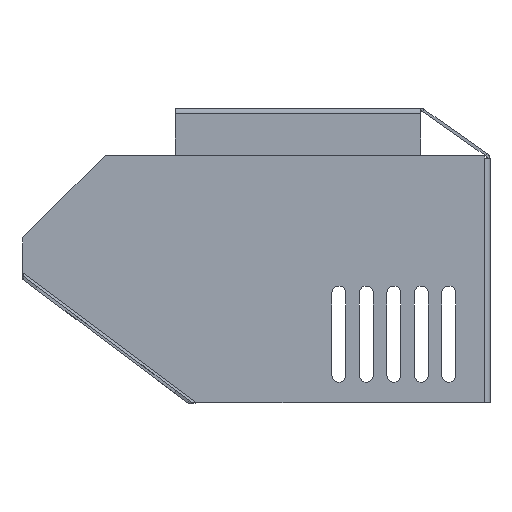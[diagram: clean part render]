
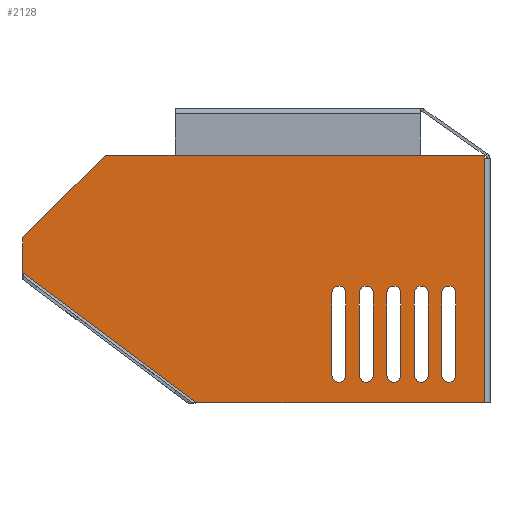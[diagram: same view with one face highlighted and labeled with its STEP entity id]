
A CAD part, left-side view. The second image highlights one B-rep face of the part: STEP entity #2128.
In plain terms, the highlighted planar face has unit normal (-1, 0, 0).
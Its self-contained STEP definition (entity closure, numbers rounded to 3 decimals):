
#42=FACE_BOUND('',#366,.T.);
#43=FACE_BOUND('',#367,.T.);
#44=FACE_BOUND('',#368,.T.);
#45=FACE_BOUND('',#369,.T.);
#46=FACE_BOUND('',#370,.T.);
#112=PLANE('',#2312);
#228=FACE_OUTER_BOUND('',#365,.T.);
#365=EDGE_LOOP('',(#1876,#1877,#1878,#1879,#1880,#1881,#1882));
#366=EDGE_LOOP('',(#1883,#1884,#1885,#1886));
#367=EDGE_LOOP('',(#1887,#1888,#1889,#1890));
#368=EDGE_LOOP('',(#1891,#1892,#1893,#1894));
#369=EDGE_LOOP('',(#1895,#1896,#1897,#1898));
#370=EDGE_LOOP('',(#1899,#1900,#1901,#1902));
#408=CIRCLE('',#2212,2.5);
#412=CIRCLE('',#2220,2.5);
#416=CIRCLE('',#2228,2.5);
#420=CIRCLE('',#2236,2.5);
#424=CIRCLE('',#2244,2.5);
#428=CIRCLE('',#2252,2.5);
#432=CIRCLE('',#2260,2.5);
#436=CIRCLE('',#2268,2.5);
#440=CIRCLE('',#2276,2.5);
#444=CIRCLE('',#2284,2.5);
#512=LINE('',#3081,#740);
#520=LINE('',#3108,#748);
#528=LINE('',#3129,#756);
#536=LINE('',#3156,#764);
#544=LINE('',#3177,#772);
#552=LINE('',#3204,#780);
#560=LINE('',#3225,#788);
#568=LINE('',#3252,#796);
#576=LINE('',#3273,#804);
#584=LINE('',#3300,#812);
#588=LINE('',#3312,#816);
#593=LINE('',#3321,#821);
#639=LINE('',#3425,#867);
#655=LINE('',#3586,#883);
#661=LINE('',#3599,#889);
#662=LINE('',#3601,#890);
#663=LINE('',#3602,#891);
#740=VECTOR('',#2488,10.);
#748=VECTOR('',#2518,10.);
#756=VECTOR('',#2536,10.);
#764=VECTOR('',#2566,10.);
#772=VECTOR('',#2584,10.);
#780=VECTOR('',#2614,10.);
#788=VECTOR('',#2632,10.);
#796=VECTOR('',#2662,10.);
#804=VECTOR('',#2680,10.);
#812=VECTOR('',#2710,10.);
#816=VECTOR('',#2722,10.);
#821=VECTOR('',#2729,10.);
#867=VECTOR('',#2801,10.);
#883=VECTOR('',#2837,1.44);
#889=VECTOR('',#2849,10.);
#890=VECTOR('',#2850,10.);
#891=VECTOR('',#2851,1.44);
#953=VERTEX_POINT('',#3078);
#954=VERTEX_POINT('',#3080);
#958=VERTEX_POINT('',#3092);
#962=VERTEX_POINT('',#3107);
#969=VERTEX_POINT('',#3126);
#970=VERTEX_POINT('',#3128);
#974=VERTEX_POINT('',#3140);
#978=VERTEX_POINT('',#3155);
#985=VERTEX_POINT('',#3174);
#986=VERTEX_POINT('',#3176);
#990=VERTEX_POINT('',#3188);
#994=VERTEX_POINT('',#3203);
#1001=VERTEX_POINT('',#3222);
#1002=VERTEX_POINT('',#3224);
#1006=VERTEX_POINT('',#3236);
#1010=VERTEX_POINT('',#3251);
#1017=VERTEX_POINT('',#3270);
#1018=VERTEX_POINT('',#3272);
#1022=VERTEX_POINT('',#3284);
#1026=VERTEX_POINT('',#3299);
#1029=VERTEX_POINT('',#3309);
#1030=VERTEX_POINT('',#3311);
#1033=VERTEX_POINT('',#3319);
#1071=VERTEX_POINT('',#3417);
#1077=VERTEX_POINT('',#3584);
#1081=VERTEX_POINT('',#3598);
#1082=VERTEX_POINT('',#3600);
#1160=EDGE_CURVE('',#954,#953,#512,.T.);
#1166=EDGE_CURVE('',#958,#954,#408,.T.);
#1174=EDGE_CURVE('',#962,#958,#520,.T.);
#1177=EDGE_CURVE('',#953,#962,#412,.T.);
#1184=EDGE_CURVE('',#970,#969,#528,.T.);
#1190=EDGE_CURVE('',#974,#970,#416,.T.);
#1198=EDGE_CURVE('',#978,#974,#536,.T.);
#1201=EDGE_CURVE('',#969,#978,#420,.T.);
#1208=EDGE_CURVE('',#986,#985,#544,.T.);
#1214=EDGE_CURVE('',#990,#986,#424,.T.);
#1222=EDGE_CURVE('',#994,#990,#552,.T.);
#1225=EDGE_CURVE('',#985,#994,#428,.T.);
#1232=EDGE_CURVE('',#1002,#1001,#560,.T.);
#1238=EDGE_CURVE('',#1006,#1002,#432,.T.);
#1246=EDGE_CURVE('',#1010,#1006,#568,.T.);
#1249=EDGE_CURVE('',#1001,#1010,#436,.T.);
#1256=EDGE_CURVE('',#1018,#1017,#576,.T.);
#1262=EDGE_CURVE('',#1022,#1018,#440,.T.);
#1270=EDGE_CURVE('',#1026,#1022,#584,.T.);
#1273=EDGE_CURVE('',#1017,#1026,#444,.T.);
#1276=EDGE_CURVE('',#1029,#1030,#588,.T.);
#1281=EDGE_CURVE('',#1029,#1033,#593,.T.);
#1328=EDGE_CURVE('',#1033,#1071,#639,.T.);
#1351=EDGE_CURVE('',#1077,#1071,#655,.T.);
#1357=EDGE_CURVE('',#1077,#1081,#661,.T.);
#1358=EDGE_CURVE('',#1081,#1082,#662,.T.);
#1359=EDGE_CURVE('',#1082,#1030,#663,.T.);
#1876=ORIENTED_EDGE('',*,*,#1276,.F.);
#1877=ORIENTED_EDGE('',*,*,#1281,.T.);
#1878=ORIENTED_EDGE('',*,*,#1328,.T.);
#1879=ORIENTED_EDGE('',*,*,#1351,.F.);
#1880=ORIENTED_EDGE('',*,*,#1357,.T.);
#1881=ORIENTED_EDGE('',*,*,#1358,.T.);
#1882=ORIENTED_EDGE('',*,*,#1359,.T.);
#1883=ORIENTED_EDGE('',*,*,#1174,.T.);
#1884=ORIENTED_EDGE('',*,*,#1166,.T.);
#1885=ORIENTED_EDGE('',*,*,#1160,.T.);
#1886=ORIENTED_EDGE('',*,*,#1177,.T.);
#1887=ORIENTED_EDGE('',*,*,#1198,.T.);
#1888=ORIENTED_EDGE('',*,*,#1190,.T.);
#1889=ORIENTED_EDGE('',*,*,#1184,.T.);
#1890=ORIENTED_EDGE('',*,*,#1201,.T.);
#1891=ORIENTED_EDGE('',*,*,#1222,.T.);
#1892=ORIENTED_EDGE('',*,*,#1214,.T.);
#1893=ORIENTED_EDGE('',*,*,#1208,.T.);
#1894=ORIENTED_EDGE('',*,*,#1225,.T.);
#1895=ORIENTED_EDGE('',*,*,#1246,.T.);
#1896=ORIENTED_EDGE('',*,*,#1238,.T.);
#1897=ORIENTED_EDGE('',*,*,#1232,.T.);
#1898=ORIENTED_EDGE('',*,*,#1249,.T.);
#1899=ORIENTED_EDGE('',*,*,#1270,.T.);
#1900=ORIENTED_EDGE('',*,*,#1262,.T.);
#1901=ORIENTED_EDGE('',*,*,#1256,.T.);
#1902=ORIENTED_EDGE('',*,*,#1273,.T.);
#2128=ADVANCED_FACE('',(#228,#42,#43,#44,#45,#46),#112,.T.);
#2212=AXIS2_PLACEMENT_3D('',#3093,#2501,#2502);
#2220=AXIS2_PLACEMENT_3D('',#3112,#2524,#2525);
#2228=AXIS2_PLACEMENT_3D('',#3141,#2549,#2550);
#2236=AXIS2_PLACEMENT_3D('',#3160,#2572,#2573);
#2244=AXIS2_PLACEMENT_3D('',#3189,#2597,#2598);
#2252=AXIS2_PLACEMENT_3D('',#3208,#2620,#2621);
#2260=AXIS2_PLACEMENT_3D('',#3237,#2645,#2646);
#2268=AXIS2_PLACEMENT_3D('',#3256,#2668,#2669);
#2276=AXIS2_PLACEMENT_3D('',#3285,#2693,#2694);
#2284=AXIS2_PLACEMENT_3D('',#3304,#2716,#2717);
#2312=AXIS2_PLACEMENT_3D('',#3597,#2847,#2848);
#2488=DIRECTION('',(0.,0.,-1.));
#2501=DIRECTION('center_axis',(1.,0.,0.));
#2502=DIRECTION('ref_axis',(0.,-1.,0.));
#2518=DIRECTION('',(0.,0.,1.));
#2524=DIRECTION('center_axis',(1.,0.,0.));
#2525=DIRECTION('ref_axis',(0.,1.,0.));
#2536=DIRECTION('',(0.,0.,-1.));
#2549=DIRECTION('center_axis',(1.,0.,0.));
#2550=DIRECTION('ref_axis',(0.,-1.,0.));
#2566=DIRECTION('',(0.,0.,1.));
#2572=DIRECTION('center_axis',(1.,0.,0.));
#2573=DIRECTION('ref_axis',(0.,1.,0.));
#2584=DIRECTION('',(0.,0.,-1.));
#2597=DIRECTION('center_axis',(1.,0.,0.));
#2598=DIRECTION('ref_axis',(0.,-1.,0.));
#2614=DIRECTION('',(0.,0.,1.));
#2620=DIRECTION('center_axis',(1.,0.,0.));
#2621=DIRECTION('ref_axis',(0.,1.,0.));
#2632=DIRECTION('',(0.,0.,-1.));
#2645=DIRECTION('center_axis',(1.,0.,0.));
#2646=DIRECTION('ref_axis',(0.,-1.,0.));
#2662=DIRECTION('',(0.,0.,1.));
#2668=DIRECTION('center_axis',(1.,0.,0.));
#2669=DIRECTION('ref_axis',(0.,1.,0.));
#2680=DIRECTION('',(0.,0.,1.));
#2693=DIRECTION('center_axis',(1.,0.,0.));
#2694=DIRECTION('ref_axis',(0.,1.,0.));
#2710=DIRECTION('',(0.,0.,-1.));
#2716=DIRECTION('center_axis',(1.,0.,0.));
#2717=DIRECTION('ref_axis',(0.,-1.,0.));
#2722=DIRECTION('',(0.,-0.707,0.707));
#2729=DIRECTION('',(0.,0.,-1.));
#2801=DIRECTION('',(0.,-0.8,-0.6));
#2837=DIRECTION('',(0.,1.,0.));
#2847=DIRECTION('center_axis',(-1.,0.,0.));
#2848=DIRECTION('ref_axis',(0.,0.,-1.));
#2849=DIRECTION('',(0.,0.,1.));
#2850=DIRECTION('',(0.,0.,1.));
#2851=DIRECTION('',(0.,1.,0.));
#3078=CARTESIAN_POINT('',(-60.,32.5,-35.));
#3080=CARTESIAN_POINT('',(-60.,32.5,-5.));
#3081=CARTESIAN_POINT('',(-60.,32.5,-2.5));
#3092=CARTESIAN_POINT('',(-60.,37.5,-5.));
#3093=CARTESIAN_POINT('Origin',(-60.,35.,-5.));
#3107=CARTESIAN_POINT('',(-60.,37.5,-35.));
#3108=CARTESIAN_POINT('',(-60.,37.5,-17.5));
#3112=CARTESIAN_POINT('Origin',(-60.,35.,-35.));
#3126=CARTESIAN_POINT('',(-60.,42.5,-35.));
#3128=CARTESIAN_POINT('',(-60.,42.5,-5.));
#3129=CARTESIAN_POINT('',(-60.,42.5,-2.5));
#3140=CARTESIAN_POINT('',(-60.,47.5,-5.));
#3141=CARTESIAN_POINT('Origin',(-60.,45.,-5.));
#3155=CARTESIAN_POINT('',(-60.,47.5,-35.));
#3156=CARTESIAN_POINT('',(-60.,47.5,-17.5));
#3160=CARTESIAN_POINT('Origin',(-60.,45.,-35.));
#3174=CARTESIAN_POINT('',(-60.,22.5,-35.));
#3176=CARTESIAN_POINT('',(-60.,22.5,-5.));
#3177=CARTESIAN_POINT('',(-60.,22.5,-2.5));
#3188=CARTESIAN_POINT('',(-60.,27.5,-5.));
#3189=CARTESIAN_POINT('Origin',(-60.,25.,-5.));
#3203=CARTESIAN_POINT('',(-60.,27.5,-35.));
#3204=CARTESIAN_POINT('',(-60.,27.5,-17.5));
#3208=CARTESIAN_POINT('Origin',(-60.,25.,-35.));
#3222=CARTESIAN_POINT('',(-60.,52.5,-35.));
#3224=CARTESIAN_POINT('',(-60.,52.5,-5.));
#3225=CARTESIAN_POINT('',(-60.,52.5,-2.5));
#3236=CARTESIAN_POINT('',(-60.,57.5,-5.));
#3237=CARTESIAN_POINT('Origin',(-60.,55.,-5.));
#3251=CARTESIAN_POINT('',(-60.,57.5,-35.));
#3252=CARTESIAN_POINT('',(-60.,57.5,-17.5));
#3256=CARTESIAN_POINT('Origin',(-60.,55.,-35.));
#3270=CARTESIAN_POINT('',(-60.,17.5,-5.));
#3272=CARTESIAN_POINT('',(-60.,17.5,-35.));
#3273=CARTESIAN_POINT('',(-60.,17.5,-17.5));
#3284=CARTESIAN_POINT('',(-60.,12.5,-35.));
#3285=CARTESIAN_POINT('Origin',(-60.,15.,-35.));
#3299=CARTESIAN_POINT('',(-60.,12.5,-5.));
#3300=CARTESIAN_POINT('',(-60.,12.5,-2.5));
#3304=CARTESIAN_POINT('Origin',(-60.,15.,-5.));
#3309=CARTESIAN_POINT('',(-60.,170.,15.));
#3311=CARTESIAN_POINT('',(-60.,140.,45.));
#3312=CARTESIAN_POINT('',(-60.,144.967,40.033));
#3319=CARTESIAN_POINT('',(-60.,170.,2.5));
#3321=CARTESIAN_POINT('',(-60.,170.,45.));
#3417=CARTESIAN_POINT('',(-60.,106.667,-45.));
#3425=CARTESIAN_POINT('',(-60.,110.491,-42.131));
#3584=CARTESIAN_POINT('',(-60.,2.,-45.));
#3586=CARTESIAN_POINT('',(-60.,-2.524,-45.));
#3597=CARTESIAN_POINT('Origin',(-60.,84.869,0.));
#3598=CARTESIAN_POINT('',(-60.,2.,43.959));
#3599=CARTESIAN_POINT('',(-60.,2.,0.));
#3600=CARTESIAN_POINT('',(-60.,2.,45.));
#3601=CARTESIAN_POINT('',(-60.,2.,0.));
#3602=CARTESIAN_POINT('',(-60.,-2.524,45.));
